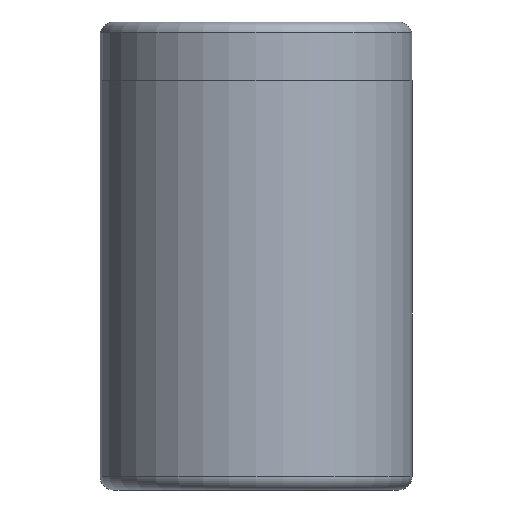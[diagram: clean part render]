
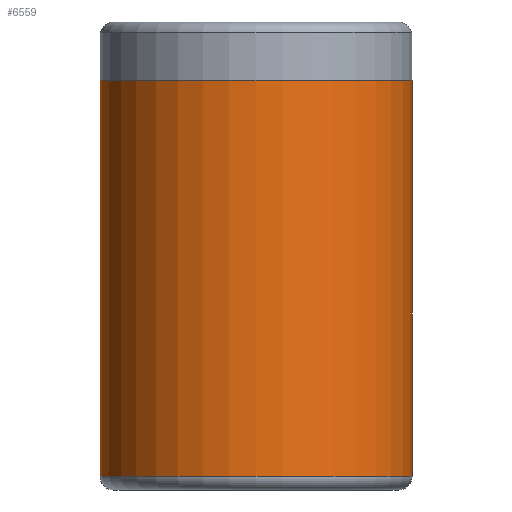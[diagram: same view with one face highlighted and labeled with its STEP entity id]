
A CAD part, front view. The second image highlights one B-rep face of the part: STEP entity #6559.
In plain terms, the highlighted cylindrical face has radius 8 mm (diameter 16 mm), a partial arc.
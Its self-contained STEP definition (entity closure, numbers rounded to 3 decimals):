
#605 = VECTOR ( 'NONE', #7879, 1000. ) ;
#632 = CIRCLE ( 'NONE', #6828, 8. ) ;
#1337 = CARTESIAN_POINT ( 'NONE',  ( 0., 0., 21. ) ) ;
#1579 = CARTESIAN_POINT ( 'NONE',  ( -8., 0., 24. ) ) ;
#2112 = DIRECTION ( 'NONE',  ( -1., 0., 0. ) ) ;
#2157 = CIRCLE ( 'NONE', #2895, 8. ) ;
#2203 = CARTESIAN_POINT ( 'NONE',  ( -8., 0., 0.7 ) ) ;
#2354 = DIRECTION ( 'NONE',  ( 0., 0., -1. ) ) ;
#2594 = DIRECTION ( 'NONE',  ( -1., 0., 0. ) ) ;
#2658 = CARTESIAN_POINT ( 'NONE',  ( 8., 0., 24. ) ) ;
#2807 = VERTEX_POINT ( 'NONE', #6614 ) ;
#2835 = ORIENTED_EDGE ( 'NONE', *, *, #9091, .T. ) ;
#2848 = CARTESIAN_POINT ( 'NONE',  ( 8., 0., 21. ) ) ;
#2854 = VECTOR ( 'NONE', #2354, 1000. ) ;
#2895 = AXIS2_PLACEMENT_3D ( 'NONE', #8504, #4056, #9255 ) ;
#4056 = DIRECTION ( 'NONE',  ( 0., 0., 1. ) ) ;
#4685 = ORIENTED_EDGE ( 'NONE', *, *, #5106, .T. ) ;
#4858 = LINE ( 'NONE', #2658, #605 ) ;
#4860 = ORIENTED_EDGE ( 'NONE', *, *, #7973, .F. ) ;
#5106 = EDGE_CURVE ( 'NONE', #7012, #2807, #632, .T. ) ;
#5759 = AXIS2_PLACEMENT_3D ( 'NONE', #9404, #6402, #2594 ) ;
#6401 = CARTESIAN_POINT ( 'NONE',  ( 8., 0., 0.7 ) ) ;
#6402 = DIRECTION ( 'NONE',  ( 0., 0., -1. ) ) ;
#6493 = ORIENTED_EDGE ( 'NONE', *, *, #7344, .T. ) ;
#6559 = ADVANCED_FACE ( 'NONE', ( #7780 ), #9071, .T. ) ;
#6602 = DIRECTION ( 'NONE',  ( 0., 0., -1. ) ) ;
#6614 = CARTESIAN_POINT ( 'NONE',  ( -8., 0., 21. ) ) ;
#6827 = LINE ( 'NONE', #1579, #2854 ) ;
#6828 = AXIS2_PLACEMENT_3D ( 'NONE', #1337, #6602, #2112 ) ;
#7012 = VERTEX_POINT ( 'NONE', #2848 ) ;
#7344 = EDGE_CURVE ( 'NONE', #9453, #8397, #2157, .T. ) ;
#7780 = FACE_OUTER_BOUND ( 'NONE', #8868, .T. ) ;
#7879 = DIRECTION ( 'NONE',  ( 0., 0., -1. ) ) ;
#7973 = EDGE_CURVE ( 'NONE', #7012, #8397, #4858, .T. ) ;
#8397 = VERTEX_POINT ( 'NONE', #6401 ) ;
#8504 = CARTESIAN_POINT ( 'NONE',  ( 0., 0., 0.7 ) ) ;
#8868 = EDGE_LOOP ( 'NONE', ( #4860, #4685, #2835, #6493 ) ) ;
#9071 = CYLINDRICAL_SURFACE ( 'NONE', #5759, 8. ) ;
#9091 = EDGE_CURVE ( 'NONE', #2807, #9453, #6827, .T. ) ;
#9255 = DIRECTION ( 'NONE',  ( 1., 0., 0. ) ) ;
#9404 = CARTESIAN_POINT ( 'NONE',  ( 0., 0., 24. ) ) ;
#9453 = VERTEX_POINT ( 'NONE', #2203 ) ;
